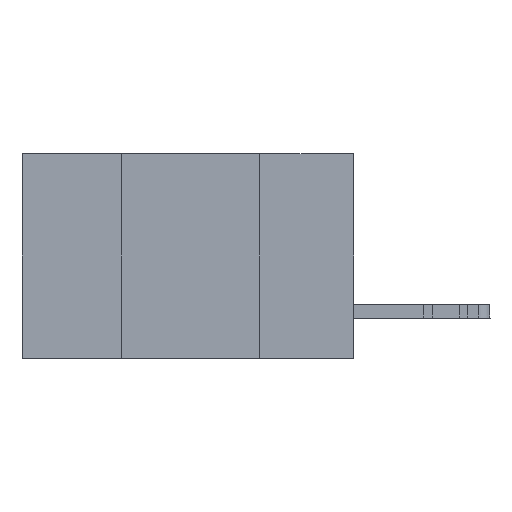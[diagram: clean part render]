
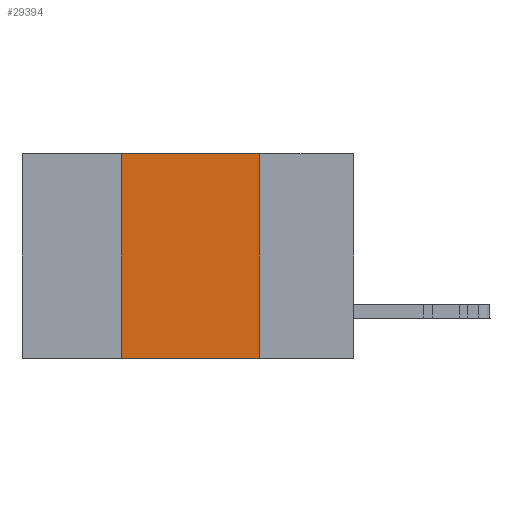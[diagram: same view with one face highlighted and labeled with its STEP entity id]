
A CAD part, left-side view. The second image highlights one B-rep face of the part: STEP entity #29394.
In plain terms, the highlighted planar face has unit normal (-1, 0, 0).
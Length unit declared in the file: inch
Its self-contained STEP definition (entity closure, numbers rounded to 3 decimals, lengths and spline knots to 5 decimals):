
#1885 = CARTESIAN_POINT ( 'NONE',  ( 0., 0.17, 0. ) ) ;
#2164 = EDGE_LOOP ( 'NONE', ( #27844, #30617, #41121, #28385 ) ) ;
#3799 = VERTEX_POINT ( 'NONE', #31563 ) ;
#3973 = AXIS2_PLACEMENT_3D ( 'NONE', #22236, #28603, #42259 ) ;
#7323 = VECTOR ( 'NONE', #30485, 39.37008 ) ;
#10591 = CARTESIAN_POINT ( 'NONE',  ( 0., 0.42, 0. ) ) ;
#11663 = VERTEX_POINT ( 'NONE', #41541 ) ;
#12508 = FACE_OUTER_BOUND ( 'NONE', #2164, .T. ) ;
#14049 = EDGE_CURVE ( 'NONE', #32289, #20831, #41753, .T. ) ;
#19391 = LINE ( 'NONE', #10591, #28144 ) ;
#20294 = LINE ( 'NONE', #1885, #33683 ) ;
#20831 = VERTEX_POINT ( 'NONE', #33949 ) ;
#22236 = CARTESIAN_POINT ( 'NONE',  ( 0., 0.6, 0. ) ) ;
#23384 = CARTESIAN_POINT ( 'NONE',  ( 0., 0.42, 0. ) ) ;
#25155 = DIRECTION ( 'NONE',  ( 0., 0., -1. ) ) ;
#27147 = CARTESIAN_POINT ( 'NONE',  ( 0., 0.6, 0. ) ) ;
#27282 = VECTOR ( 'NONE', #42523, 39.37008 ) ;
#27844 = ORIENTED_EDGE ( 'NONE', *, *, #28835, .F. ) ;
#28144 = VECTOR ( 'NONE', #37004, 39.37008 ) ;
#28385 = ORIENTED_EDGE ( 'NONE', *, *, #29168, .T. ) ;
#28603 = DIRECTION ( 'NONE',  ( 1., 0., 0. ) ) ;
#28835 = EDGE_CURVE ( 'NONE', #20831, #11663, #20294, .T. ) ;
#29168 = EDGE_CURVE ( 'NONE', #3799, #11663, #32661, .T. ) ;
#29394 = ADVANCED_FACE ( 'NONE', ( #12508 ), #41843, .F. ) ;
#30485 = DIRECTION ( 'NONE',  ( 0., -1., 0. ) ) ;
#30617 = ORIENTED_EDGE ( 'NONE', *, *, #14049, .F. ) ;
#31563 = CARTESIAN_POINT ( 'NONE',  ( 0., 0.42, -0.37 ) ) ;
#32289 = VERTEX_POINT ( 'NONE', #23384 ) ;
#32352 = EDGE_CURVE ( 'NONE', #3799, #32289, #19391, .T. ) ;
#32661 = LINE ( 'NONE', #36769, #7323 ) ;
#33683 = VECTOR ( 'NONE', #25155, 39.37008 ) ;
#33949 = CARTESIAN_POINT ( 'NONE',  ( 0., 0.17, 0. ) ) ;
#36769 = CARTESIAN_POINT ( 'NONE',  ( 0., 0.6, -0.37 ) ) ;
#37004 = DIRECTION ( 'NONE',  ( 0., 0., 1. ) ) ;
#41121 = ORIENTED_EDGE ( 'NONE', *, *, #32352, .F. ) ;
#41541 = CARTESIAN_POINT ( 'NONE',  ( 0., 0.17, -0.37 ) ) ;
#41753 = LINE ( 'NONE', #27147, #27282 ) ;
#41843 = PLANE ( 'NONE',  #3973 ) ;
#42259 = DIRECTION ( 'NONE',  ( 0., 0., -1. ) ) ;
#42523 = DIRECTION ( 'NONE',  ( 0., -1., 0. ) ) ;
